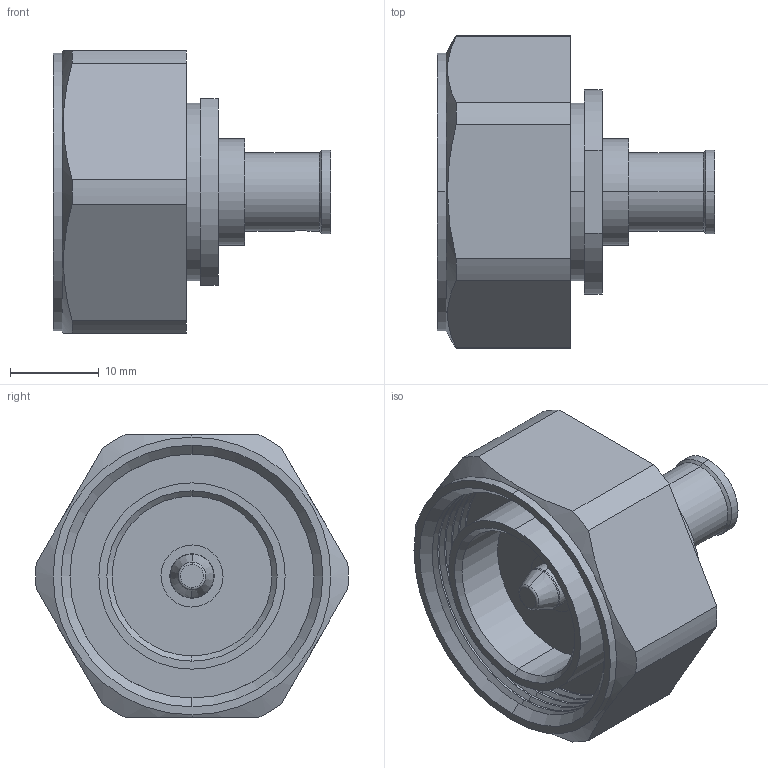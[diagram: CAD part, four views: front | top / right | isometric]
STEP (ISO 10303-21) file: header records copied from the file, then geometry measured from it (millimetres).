
FILE_DESCRIPTION (( 'STEP AP203' ), '1' );
FILE_NAME ('3190-2853.STEP', '2020-09-14T00:41:00', ( '' ), ( '' ), 'SwSTEP 2.0', 'SolidWorks 2018', '' );
FILE_SCHEMA (( 'CONFIG_CONTROL_DESIGN' ));
Length unit declared in the file: inch
Products named in the file (1): 3190-2853
Bounding box: 31.3 x 35.23 x 31.86 mm (x, y, z)
Volume: 11503.7 mm3; surface area: 5999 mm2
Topology: 1 solids, 1 shells, 98 faces, 212 edges, 124 vertices
Faces by surface type: cylinder 40, cone 34, plane 20, torus 4
Entity records: 2825 total; most frequent: CARTESIAN_POINT 555, DIRECTION 504, ORIENTED_EDGE 424, EDGE_CURVE 212, AXIS2_PLACEMENT_3D 205, VERTEX_POINT 124, EDGE_LOOP 108, CIRCLE 106
